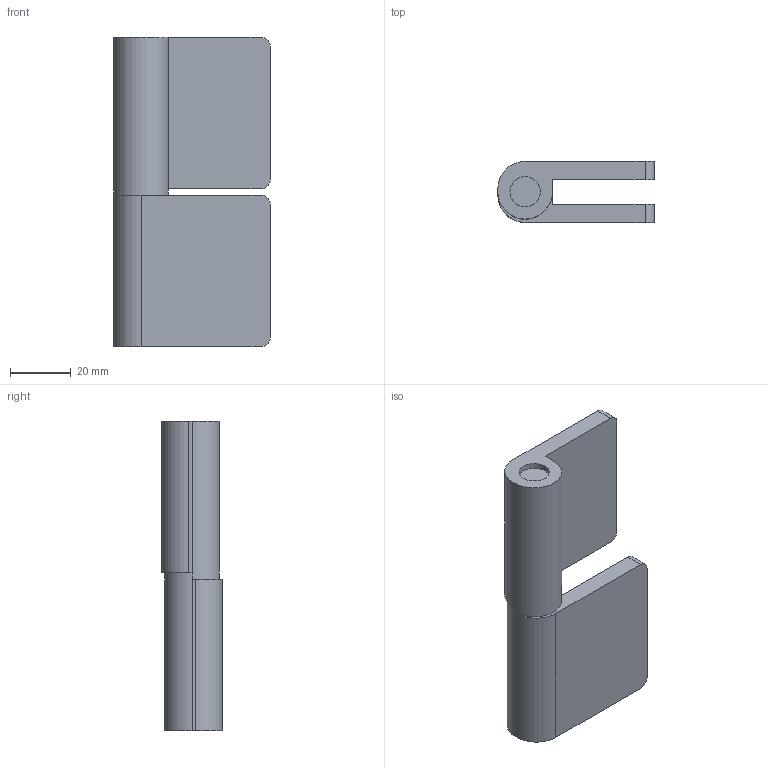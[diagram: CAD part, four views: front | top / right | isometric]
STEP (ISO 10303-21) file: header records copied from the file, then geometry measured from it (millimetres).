
FILE_DESCRIPTION(('STEP AP214'),'1');
FILE_NAME('cctmp_982EBC21-7604-464E-B772-C0AA69494222_2020_1_17_6_38_23_221..stp','2020-01-17T05:38:23',('Bosch Rexroth AG'),('CADClick - www.CADClick.com'),'Spatial InterOp 3D',' ','unknown authorization - (Healing Option Enabled)');
FILE_SCHEMA(('AUTOMOTIVE_DESIGN'));
Length unit declared in the file: millimetre
Products named in the file (1): 2020_01_17__06-38-23-221
Bounding box: 51.5 x 20 x 102 mm (x, y, z)
Volume: 49387.5 mm3; surface area: 14654.6 mm2
Topology: 1 solids, 2 shells, 31 faces, 74 edges, 48 vertices
Faces by surface type: plane 17, cylinder 14
Entity records: 1170 total; most frequent: DIRECTION 166, CARTESIAN_POINT 154, ORIENTED_EDGE 148, EDGE_CURVE 74, AXIS2_PLACEMENT_3D 60, VERTEX_POINT 48, LINE 46, VECTOR 46
